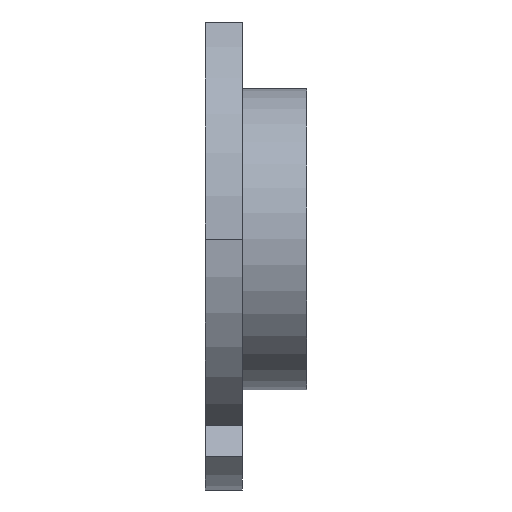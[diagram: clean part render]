
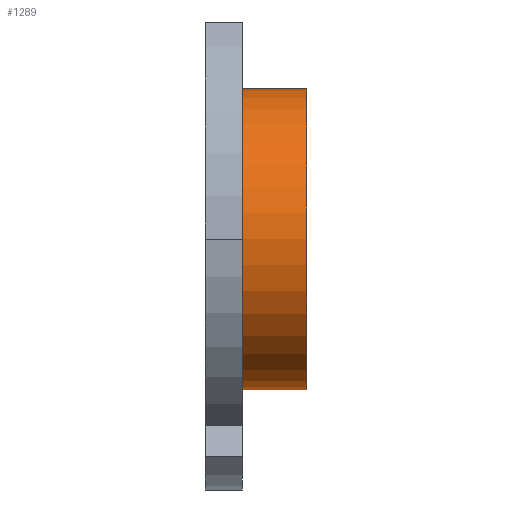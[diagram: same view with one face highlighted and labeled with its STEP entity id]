
A CAD part, left-side view. The second image highlights one B-rep face of the part: STEP entity #1289.
In plain terms, the highlighted cylindrical face has radius 21 mm (diameter 42 mm), a partial arc.
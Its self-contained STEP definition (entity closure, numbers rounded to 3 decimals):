
#27 = VERTEX_POINT ( 'NONE', #1204 ) ;
#53 = FACE_OUTER_BOUND ( 'NONE', #1307, .T. ) ;
#64 = DIRECTION ( 'NONE',  ( 0., 1., 0. ) ) ;
#68 = CARTESIAN_POINT ( 'NONE',  ( 0., 8.2, -21. ) ) ;
#81 = ORIENTED_EDGE ( 'NONE', *, *, #1123, .F. ) ;
#89 = ORIENTED_EDGE ( 'NONE', *, *, #271, .T. ) ;
#120 = EDGE_CURVE ( 'NONE', #1395, #1111, #1057, .T. ) ;
#261 = DIRECTION ( 'NONE',  ( 0., 1., 0. ) ) ;
#271 = EDGE_CURVE ( 'NONE', #27, #469, #799, .T. ) ;
#319 = ORIENTED_EDGE ( 'NONE', *, *, #120, .F. ) ;
#426 = VECTOR ( 'NONE', #261, 1000. ) ;
#452 = DIRECTION ( 'NONE',  ( 0., 0., -1. ) ) ;
#469 = VERTEX_POINT ( 'NONE', #68 ) ;
#470 = DIRECTION ( 'NONE',  ( 0., 1., 0. ) ) ;
#476 = CARTESIAN_POINT ( 'NONE',  ( 0., 8.2, 0. ) ) ;
#493 = LINE ( 'NONE', #908, #1142 ) ;
#535 = ORIENTED_EDGE ( 'NONE', *, *, #667, .T. ) ;
#606 = DIRECTION ( 'NONE',  ( 0., 0., 1. ) ) ;
#667 = EDGE_CURVE ( 'NONE', #1395, #27, #813, .T. ) ;
#739 = DIRECTION ( 'NONE',  ( 0., 0., 1. ) ) ;
#799 = CIRCLE ( 'NONE', #980, 21. ) ;
#813 = LINE ( 'NONE', #1364, #426 ) ;
#908 = CARTESIAN_POINT ( 'NONE',  ( 0., -0.8, -21. ) ) ;
#980 = AXIS2_PLACEMENT_3D ( 'NONE', #476, #1169, #606 ) ;
#984 = DIRECTION ( 'NONE',  ( 0., -1., 0. ) ) ;
#1040 = CARTESIAN_POINT ( 'NONE',  ( 0., -0.8, -21. ) ) ;
#1046 = CYLINDRICAL_SURFACE ( 'NONE', #1321, 21. ) ;
#1057 = CIRCLE ( 'NONE', #1246, 21. ) ;
#1065 = CARTESIAN_POINT ( 'NONE',  ( 0., -0.8, 0. ) ) ;
#1108 = CARTESIAN_POINT ( 'NONE',  ( 0., -0.8, 21. ) ) ;
#1111 = VERTEX_POINT ( 'NONE', #1040 ) ;
#1123 = EDGE_CURVE ( 'NONE', #1111, #469, #493, .T. ) ;
#1142 = VECTOR ( 'NONE', #470, 1000. ) ;
#1169 = DIRECTION ( 'NONE',  ( 0., -1., 0. ) ) ;
#1204 = CARTESIAN_POINT ( 'NONE',  ( 0., 8.2, 21. ) ) ;
#1246 = AXIS2_PLACEMENT_3D ( 'NONE', #1322, #984, #452 ) ;
#1289 = ADVANCED_FACE ( 'NONE', ( #53 ), #1046, .T. ) ;
#1307 = EDGE_LOOP ( 'NONE', ( #81, #319, #535, #89 ) ) ;
#1321 = AXIS2_PLACEMENT_3D ( 'NONE', #1065, #64, #739 ) ;
#1322 = CARTESIAN_POINT ( 'NONE',  ( 0., -0.8, 0. ) ) ;
#1364 = CARTESIAN_POINT ( 'NONE',  ( 0., -0.8, 21. ) ) ;
#1395 = VERTEX_POINT ( 'NONE', #1108 ) ;
